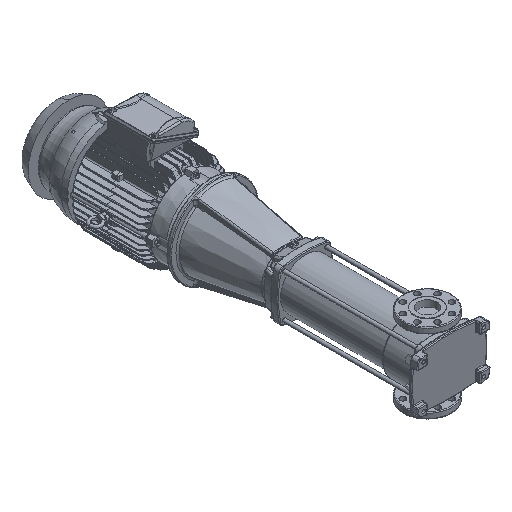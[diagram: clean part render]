
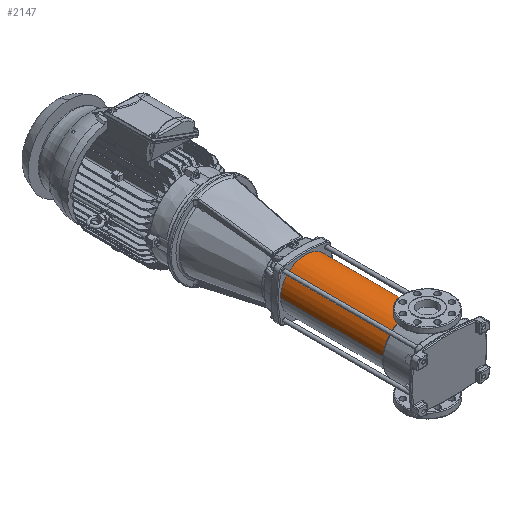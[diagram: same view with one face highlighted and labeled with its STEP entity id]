
A CAD part, isometric view. The second image highlights one B-rep face of the part: STEP entity #2147.
In plain terms, the highlighted cylindrical face has radius 98.5 mm (diameter 197 mm), a partial arc.
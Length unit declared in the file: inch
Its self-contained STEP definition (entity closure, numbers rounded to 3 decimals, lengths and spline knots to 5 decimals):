
#2147 = ADVANCED_FACE ( 'NONE', ( #73534 ), #36509, .T. ) ;
#6569 = CARTESIAN_POINT ( 'NONE',  ( 0., 18.49606, 0. ) ) ;
#14038 = VERTEX_POINT ( 'NONE', #69818 ) ;
#18354 = LINE ( 'NONE', #69662, #29828 ) ;
#20743 = EDGE_LOOP ( 'NONE', ( #92571, #26539, #126824, #127556 ) ) ;
#20760 = AXIS2_PLACEMENT_3D ( 'NONE', #6569, #158981, #131202 ) ;
#23094 = VERTEX_POINT ( 'NONE', #116598 ) ;
#25432 = EDGE_CURVE ( 'NONE', #14038, #23094, #120253, .T. ) ;
#26539 = ORIENTED_EDGE ( 'NONE', *, *, #140685, .T. ) ;
#29346 = DIRECTION ( 'NONE',  ( 0., 1., 0. ) ) ;
#29828 = VECTOR ( 'NONE', #105086, 39.37008 ) ;
#36509 = CYLINDRICAL_SURFACE ( 'NONE', #123819, 3.87795 ) ;
#42296 = CARTESIAN_POINT ( 'NONE',  ( 0., 18.49606, 3.87795 ) ) ;
#49199 = CARTESIAN_POINT ( 'NONE',  ( 0., 2.13386, 3.87795 ) ) ;
#58265 = VERTEX_POINT ( 'NONE', #42296 ) ;
#69662 = CARTESIAN_POINT ( 'NONE',  ( 0., 2.13386, 3.87795 ) ) ;
#69818 = CARTESIAN_POINT ( 'NONE',  ( 0., 2.13386, -3.87795 ) ) ;
#73534 = FACE_OUTER_BOUND ( 'NONE', #20743, .T. ) ;
#75872 = VERTEX_POINT ( 'NONE', #49199 ) ;
#79262 = DIRECTION ( 'NONE',  ( 0., 0., 1. ) ) ;
#87826 = DIRECTION ( 'NONE',  ( 0., 0., 1. ) ) ;
#89577 = EDGE_CURVE ( 'NONE', #58265, #23094, #93277, .T. ) ;
#92571 = ORIENTED_EDGE ( 'NONE', *, *, #25432, .F. ) ;
#93277 = CIRCLE ( 'NONE', #20760, 3.87795 ) ;
#105086 = DIRECTION ( 'NONE',  ( 0., 1., 0. ) ) ;
#106790 = CARTESIAN_POINT ( 'NONE',  ( 0., 2.13386, -3.87795 ) ) ;
#108316 = CIRCLE ( 'NONE', #124551, 3.87795 ) ;
#112279 = DIRECTION ( 'NONE',  ( 0., 1., 0. ) ) ;
#113113 = CARTESIAN_POINT ( 'NONE',  ( 0., 2.13386, 0. ) ) ;
#116598 = CARTESIAN_POINT ( 'NONE',  ( 0., 18.49606, -3.87795 ) ) ;
#120253 = LINE ( 'NONE', #106790, #154507 ) ;
#123819 = AXIS2_PLACEMENT_3D ( 'NONE', #113113, #112279, #87826 ) ;
#124551 = AXIS2_PLACEMENT_3D ( 'NONE', #152624, #129806, #79262 ) ;
#126824 = ORIENTED_EDGE ( 'NONE', *, *, #149989, .T. ) ;
#127556 = ORIENTED_EDGE ( 'NONE', *, *, #89577, .T. ) ;
#129806 = DIRECTION ( 'NONE',  ( 0., 1., 0. ) ) ;
#131202 = DIRECTION ( 'NONE',  ( 0., 0., 1. ) ) ;
#140685 = EDGE_CURVE ( 'NONE', #14038, #75872, #108316, .T. ) ;
#149989 = EDGE_CURVE ( 'NONE', #75872, #58265, #18354, .T. ) ;
#152624 = CARTESIAN_POINT ( 'NONE',  ( 0., 2.13386, 0. ) ) ;
#154507 = VECTOR ( 'NONE', #29346, 39.37008 ) ;
#158981 = DIRECTION ( 'NONE',  ( 0., -1., 0. ) ) ;
